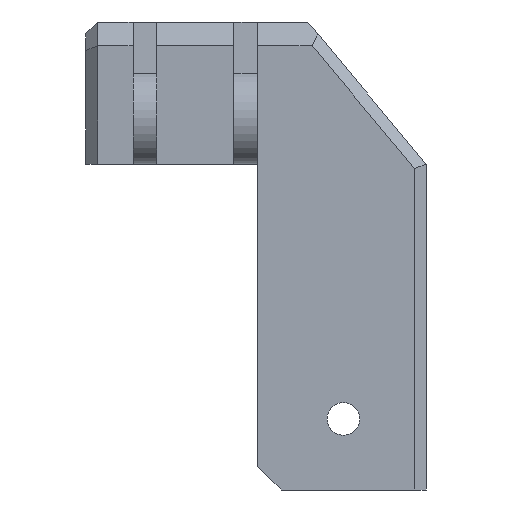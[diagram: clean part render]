
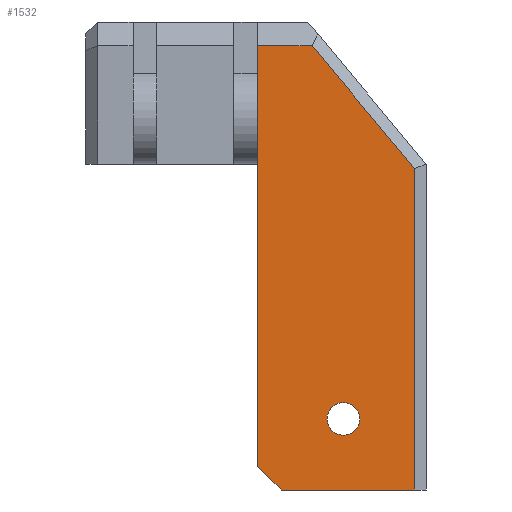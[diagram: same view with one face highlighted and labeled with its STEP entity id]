
A CAD part, front view. The second image highlights one B-rep face of the part: STEP entity #1532.
In plain terms, the highlighted planar face has unit normal (0, -1, 0).
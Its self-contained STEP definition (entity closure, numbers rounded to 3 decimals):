
#25=FACE_BOUND('',#210,.T.);
#52=CIRCLE('',#1633,2.75);
#53=CIRCLE('',#1634,2.75);
#126=FACE_OUTER_BOUND('',#209,.T.);
#209=EDGE_LOOP('',(#1092,#1093,#1094,#1095,#1096,#1097,#1098));
#210=EDGE_LOOP('',(#1099,#1100));
#342=LINE('',#2288,#513);
#344=LINE('',#2292,#515);
#347=LINE('',#2298,#518);
#348=LINE('',#2300,#519);
#349=LINE('',#2302,#520);
#350=LINE('',#2304,#521);
#351=LINE('',#2305,#522);
#513=VECTOR('',#1831,10.);
#515=VECTOR('',#1835,10.);
#518=VECTOR('',#1840,10.);
#519=VECTOR('',#1841,10.);
#520=VECTOR('',#1842,10.);
#521=VECTOR('',#1843,10.);
#522=VECTOR('',#1844,10.);
#677=VERTEX_POINT('',#2285);
#678=VERTEX_POINT('',#2287);
#679=VERTEX_POINT('',#2291);
#681=VERTEX_POINT('',#2297);
#682=VERTEX_POINT('',#2299);
#683=VERTEX_POINT('',#2301);
#684=VERTEX_POINT('',#2303);
#685=VERTEX_POINT('',#2306);
#686=VERTEX_POINT('',#2307);
#840=EDGE_CURVE('',#677,#678,#342,.T.);
#842=EDGE_CURVE('',#678,#679,#344,.T.);
#845=EDGE_CURVE('',#681,#677,#347,.T.);
#846=EDGE_CURVE('',#681,#682,#348,.T.);
#847=EDGE_CURVE('',#682,#683,#349,.T.);
#848=EDGE_CURVE('',#684,#683,#350,.T.);
#849=EDGE_CURVE('',#679,#684,#351,.T.);
#850=EDGE_CURVE('',#685,#686,#52,.T.);
#851=EDGE_CURVE('',#686,#685,#53,.T.);
#1092=ORIENTED_EDGE('',*,*,#842,.F.);
#1093=ORIENTED_EDGE('',*,*,#840,.F.);
#1094=ORIENTED_EDGE('',*,*,#845,.F.);
#1095=ORIENTED_EDGE('',*,*,#846,.T.);
#1096=ORIENTED_EDGE('',*,*,#847,.T.);
#1097=ORIENTED_EDGE('',*,*,#848,.F.);
#1098=ORIENTED_EDGE('',*,*,#849,.F.);
#1099=ORIENTED_EDGE('',*,*,#850,.T.);
#1100=ORIENTED_EDGE('',*,*,#851,.T.);
#1470=PLANE('',#1632);
#1532=ADVANCED_FACE('',(#126,#25),#1470,.T.);
#1632=AXIS2_PLACEMENT_3D('',#2296,#1838,#1839);
#1633=AXIS2_PLACEMENT_3D('',#2308,#1845,#1846);
#1634=AXIS2_PLACEMENT_3D('',#2309,#1847,#1848);
#1831=DIRECTION('',(0.64,0.,-0.768));
#1835=DIRECTION('',(0.,0.,-1.));
#1838=DIRECTION('center_axis',(0.,-1.,0.));
#1839=DIRECTION('ref_axis',(0.,0.,-1.));
#1840=DIRECTION('',(1.,0.,0.));
#1841=DIRECTION('',(0.,0.,-1.));
#1842=DIRECTION('',(0.,0.,-1.));
#1843=DIRECTION('',(-0.707,0.,0.707));
#1844=DIRECTION('',(-1.,0.,0.));
#1845=DIRECTION('center_axis',(0.,1.,0.));
#1846=DIRECTION('ref_axis',(0.,0.,-1.));
#1847=DIRECTION('center_axis',(0.,1.,0.));
#1848=DIRECTION('ref_axis',(0.,0.,-1.));
#2285=CARTESIAN_POINT('',(19.73,-14.,32.));
#2287=CARTESIAN_POINT('',(37.,-14.,11.276));
#2288=CARTESIAN_POINT('',(19.554,-14.,32.211));
#2291=CARTESIAN_POINT('',(37.,-14.,-43.));
#2292=CARTESIAN_POINT('',(37.,-14.,22.));
#2296=CARTESIAN_POINT('Origin',(0.,-14.,32.));
#2297=CARTESIAN_POINT('',(10.5,-14.,32.));
#2298=CARTESIAN_POINT('',(0.,-14.,32.));
#2299=CARTESIAN_POINT('',(10.5,-14.,12.));
#2300=CARTESIAN_POINT('',(10.5,-14.,28.));
#2301=CARTESIAN_POINT('',(10.5,-14.,-39.));
#2302=CARTESIAN_POINT('',(10.5,-14.,12.));
#2303=CARTESIAN_POINT('',(14.5,-14.,-43.));
#2304=CARTESIAN_POINT('',(-8.875,-14.,-19.625));
#2305=CARTESIAN_POINT('',(39.,-14.,-43.));
#2306=CARTESIAN_POINT('',(25.,-14.,-33.75));
#2307=CARTESIAN_POINT('',(25.,-14.,-28.25));
#2308=CARTESIAN_POINT('Origin',(25.,-14.,-31.));
#2309=CARTESIAN_POINT('Origin',(25.,-14.,-31.));
